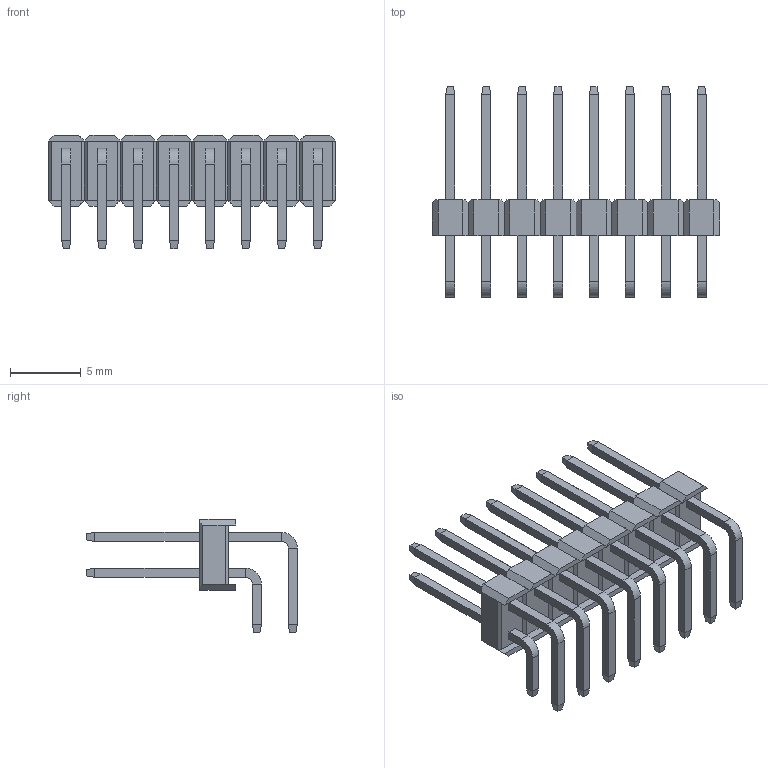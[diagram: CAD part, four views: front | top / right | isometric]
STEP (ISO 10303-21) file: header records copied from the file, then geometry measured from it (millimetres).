
FILE_DESCRIPTION (( 'STEP AP214' ), '1' );
FILE_NAME ('2x8 Male Pin Header Angle.STEP', '2018-11-16T18:30:38', ( 'M.B.I.' ), ( '' ), 'SwSTEP 2.0', '', '' );
FILE_SCHEMA (( 'AUTOMOTIVE_DESIGN' ));
Length unit declared in the file: millimetre
Products named in the file (1): 2x8 Male Pin Header Angle
Bounding box: 20.32 x 14.9 x 8 mm (x, y, z)
Volume: 308.6 mm3; surface area: 1186.5 mm2
Topology: 17 solids, 17 shells, 584 faces, 1374 edges, 824 vertices
Faces by surface type: plane 552, cylinder 32
Entity records: 16316 total; most frequent: CARTESIAN_POINT 2783, ORIENTED_EDGE 2748, DIRECTION 2608, EDGE_CURVE 1374, VECTOR 1310, LINE 1310, VERTEX_POINT 824, AXIS2_PLACEMENT_3D 649
